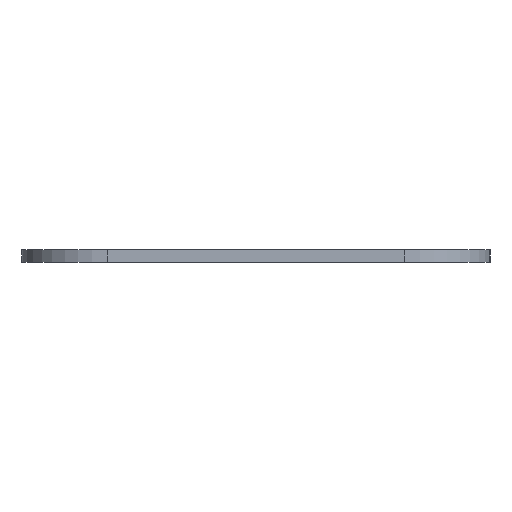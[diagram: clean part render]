
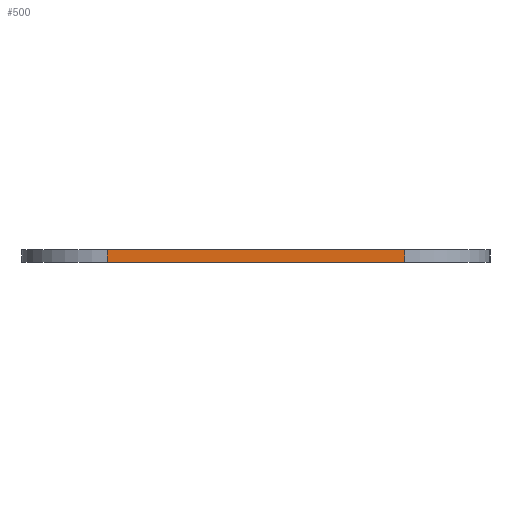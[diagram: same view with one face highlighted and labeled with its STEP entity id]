
A CAD part, left-side view. The second image highlights one B-rep face of the part: STEP entity #500.
In plain terms, the highlighted planar face has unit normal (-1, 0, 0).
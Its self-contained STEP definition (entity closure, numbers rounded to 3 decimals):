
#99 = DIRECTION ( 'NONE',  ( 0., 0., -1. ) ) ;
#105 = EDGE_LOOP ( 'NONE', ( #603, #395, #116, #121 ) ) ;
#114 = LINE ( 'NONE', #501, #576 ) ;
#116 = ORIENTED_EDGE ( 'NONE', *, *, #515, .F. ) ;
#121 = ORIENTED_EDGE ( 'NONE', *, *, #668, .F. ) ;
#170 = VERTEX_POINT ( 'NONE', #583 ) ;
#193 = CARTESIAN_POINT ( 'NONE',  ( -146.715, 42.807, 229.25 ) ) ;
#224 = FACE_OUTER_BOUND ( 'NONE', #105, .T. ) ;
#235 = CARTESIAN_POINT ( 'NONE',  ( -146.715, 25.307, 230. ) ) ;
#259 = DIRECTION ( 'NONE',  ( 1., 0., 0. ) ) ;
#263 = VECTOR ( 'NONE', #626, 1000. ) ;
#273 = DIRECTION ( 'NONE',  ( 0., 0., 1. ) ) ;
#325 = CARTESIAN_POINT ( 'NONE',  ( -146.715, 0., 230. ) ) ;
#338 = CARTESIAN_POINT ( 'NONE',  ( -146.715, 60.307, 230. ) ) ;
#391 = VERTEX_POINT ( 'NONE', #235 ) ;
#395 = ORIENTED_EDGE ( 'NONE', *, *, #936, .F. ) ;
#472 = CARTESIAN_POINT ( 'NONE',  ( -146.715, 60.307, 228.5 ) ) ;
#487 = VERTEX_POINT ( 'NONE', #338 ) ;
#499 = LINE ( 'NONE', #844, #637 ) ;
#500 = ADVANCED_FACE ( 'NONE', ( #224 ), #800, .F. ) ;
#501 = CARTESIAN_POINT ( 'NONE',  ( -146.715, 60.307, 242.176 ) ) ;
#515 = EDGE_CURVE ( 'NONE', #822, #487, #114, .T. ) ;
#576 = VECTOR ( 'NONE', #273, 1000. ) ;
#583 = CARTESIAN_POINT ( 'NONE',  ( -146.715, 25.307, 228.5 ) ) ;
#598 = CARTESIAN_POINT ( 'NONE',  ( -146.715, 42.807, 228.5 ) ) ;
#603 = ORIENTED_EDGE ( 'NONE', *, *, #643, .F. ) ;
#610 = LINE ( 'NONE', #325, #263 ) ;
#618 = AXIS2_PLACEMENT_3D ( 'NONE', #193, #259, #99 ) ;
#626 = DIRECTION ( 'NONE',  ( 0., -1., 0. ) ) ;
#637 = VECTOR ( 'NONE', #843, 1000. ) ;
#643 = EDGE_CURVE ( 'NONE', #391, #170, #499, .T. ) ;
#668 = EDGE_CURVE ( 'NONE', #170, #822, #732, .T. ) ;
#732 = LINE ( 'NONE', #598, #923 ) ;
#746 = DIRECTION ( 'NONE',  ( 0., 1., 0. ) ) ;
#800 = PLANE ( 'NONE',  #618 ) ;
#822 = VERTEX_POINT ( 'NONE', #472 ) ;
#843 = DIRECTION ( 'NONE',  ( 0., 0., -1. ) ) ;
#844 = CARTESIAN_POINT ( 'NONE',  ( -146.715, 25.307, 242.176 ) ) ;
#923 = VECTOR ( 'NONE', #746, 1000. ) ;
#936 = EDGE_CURVE ( 'NONE', #487, #391, #610, .T. ) ;
